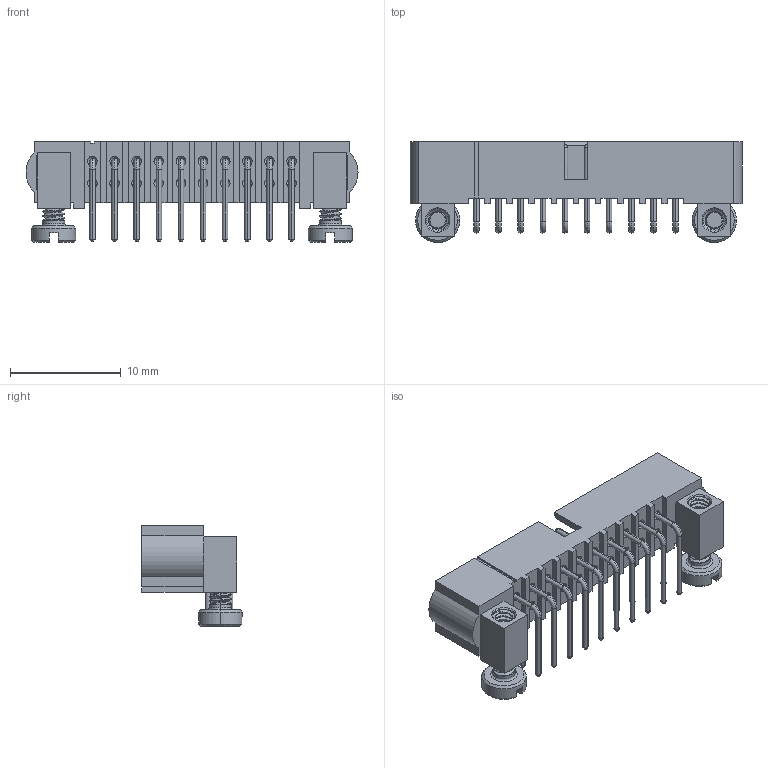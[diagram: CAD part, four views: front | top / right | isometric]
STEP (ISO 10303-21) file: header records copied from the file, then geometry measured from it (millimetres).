
FILE_DESCRIPTION((''),'2;1');
FILE_NAME('M80-5402022_ASM','2013-03-22T',('wbourne'),(''),'PRO/ENGINEER BY PARAMETRIC TECHNOLOGY CORPORATION, 2012230','PRO/ENGINEER BY PARAMETRIC TECHNOLOGY CORPORATION, 2012230','');
FILE_SCHEMA(('CONFIG_CONTROL_DESIGN'));
Length unit declared in the file: millimetre
Products named in the file (6): M80-2702098_SEPARATE_ROWS; M80-530XX22_SHORT_PIN; M80-530XX22_LONG_PIN; M80-2250000; M80-226; M80-5402022_ASM
Assembly tree (25 placements, depth 2):
  M80-5402022_ASM
    M80-2702098_SEPARATE_ROWS
    M80-530XX22_SHORT_PIN  x10
    M80-530XX22_LONG_PIN  x10
    M80-2250000  x2
    M80-226  x2
Bounding box: 30 x 9.1 x 9.12 mm (x, y, z)
Volume: 670.3 mm3; surface area: 2122.7 mm2
Topology: 25 solids, 31 shells, 991 faces, 2305 edges, 1396 vertices
Faces by surface type: plane 341, cylinder 310, cone 156, bspline 140, torus 44
Entity records: 23293 total; most frequent: CARTESIAN_POINT 11086, ORIENTED_EDGE 1872, DIRECTION 1789, PRESENTATION_STYLE_ASSIGNMENT 969, STYLED_ITEM 951, CURVE_STYLE 943, EDGE_CURVE 943, AXIS2_PLACEMENT_3D 653
